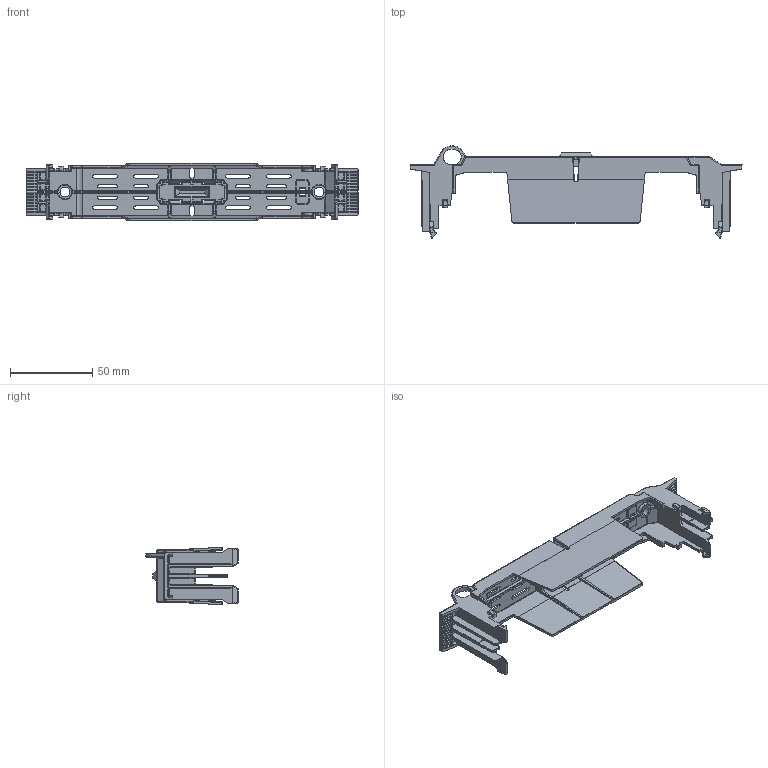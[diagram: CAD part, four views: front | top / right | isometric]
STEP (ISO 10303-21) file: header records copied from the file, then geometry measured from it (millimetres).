
FILE_DESCRIPTION (( 'STEP AP214' ), '1' );
FILE_NAME ('CVRI-RH-60060.step', '2016-05-31T19:51:47', ( '' ), ( '' ), 'SwSTEP 2.0', 'SolidWorks 2016', '' );
FILE_SCHEMA (( 'AUTOMOTIVE_DESIGN' ));
Length unit declared in the file: inch
Products named in the file (1): CVRI-RH-60060
Bounding box: 202.38 x 56.16 x 35.04 mm (x, y, z)
Volume: 30700.4 mm3; surface area: 40556.1 mm2
Topology: 1 solids, 1 shells, 2823 faces, 6681 edges, 3799 vertices
Faces by surface type: cylinder 1271, bspline 1027, plane 515, cone 10
Entity records: 139773 total; most frequent: CARTESIAN_POINT 46355, ORIENTED_EDGE 13258, DIRECTION 9968, EDGE_CURVE 6629, VERTEX_POINT 3799, AXIS2_PLACEMENT_3D 3594, EDGE_LOOP 2868, LENGTH_MEASURE_WITH_UNIT 2826
